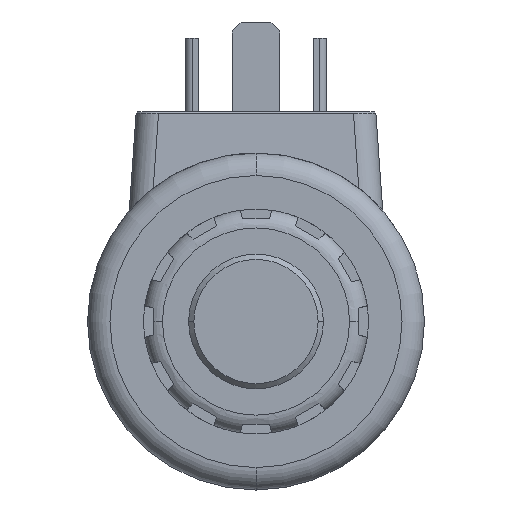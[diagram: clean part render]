
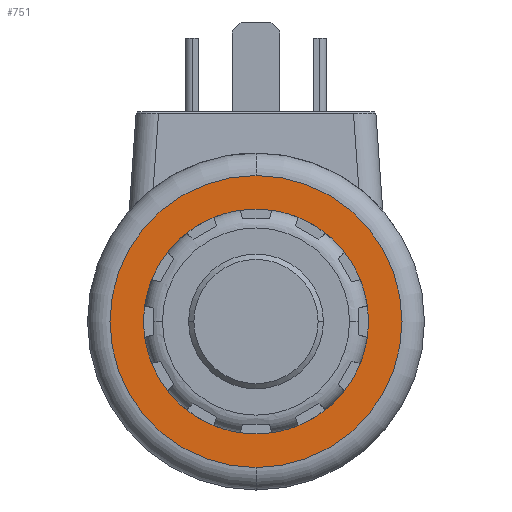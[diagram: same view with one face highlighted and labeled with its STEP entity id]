
A CAD part, left-side view. The second image highlights one B-rep face of the part: STEP entity #751.
In plain terms, the highlighted planar face has unit normal (-1, 0, 0).
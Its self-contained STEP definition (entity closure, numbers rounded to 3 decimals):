
#233 = DIRECTION ( 'NONE',  ( -1., 0., 0. ) ) ;
#351 = CIRCLE ( 'NONE', #5088, 19.5 ) ;
#751 = ADVANCED_FACE ( 'NONE', ( #6618 ), #5313, .T. ) ;
#1078 = DIRECTION ( 'NONE',  ( 0., 0., 1. ) ) ;
#1194 = EDGE_LOOP ( 'NONE', ( #4036, #9039 ) ) ;
#3064 = DIRECTION ( 'NONE',  ( -1., 0., 0. ) ) ;
#4036 = ORIENTED_EDGE ( 'NONE', *, *, #8461, .T. ) ;
#4465 = CARTESIAN_POINT ( 'NONE',  ( -177.934, 11.75, 0. ) ) ;
#4631 = CIRCLE ( 'NONE', #6075, 19.5 ) ;
#5088 = AXIS2_PLACEMENT_3D ( 'NONE', #8178, #3064, #9028 ) ;
#5313 = PLANE ( 'NONE',  #6201 ) ;
#5320 = CARTESIAN_POINT ( 'NONE',  ( -177.934, 11.75, 0. ) ) ;
#5376 = CARTESIAN_POINT ( 'NONE',  ( -177.934, 11.75, 19.5 ) ) ;
#5382 = EDGE_CURVE ( 'NONE', #9619, #6052, #351, .T. ) ;
#6052 = VERTEX_POINT ( 'NONE', #5376 ) ;
#6075 = AXIS2_PLACEMENT_3D ( 'NONE', #5320, #233, #6186 ) ;
#6183 = DIRECTION ( 'NONE',  ( -1., 0., 0. ) ) ;
#6186 = DIRECTION ( 'NONE',  ( 0., 0., 1. ) ) ;
#6201 = AXIS2_PLACEMENT_3D ( 'NONE', #4465, #6183, #1078 ) ;
#6618 = FACE_OUTER_BOUND ( 'NONE', #1194, .T. ) ;
#7186 = CARTESIAN_POINT ( 'NONE',  ( -177.934, 11.75, -19.5 ) ) ;
#8178 = CARTESIAN_POINT ( 'NONE',  ( -177.934, 11.75, 0. ) ) ;
#8461 = EDGE_CURVE ( 'NONE', #6052, #9619, #4631, .T. ) ;
#9028 = DIRECTION ( 'NONE',  ( 0., 0., 1. ) ) ;
#9039 = ORIENTED_EDGE ( 'NONE', *, *, #5382, .T. ) ;
#9619 = VERTEX_POINT ( 'NONE', #7186 ) ;
